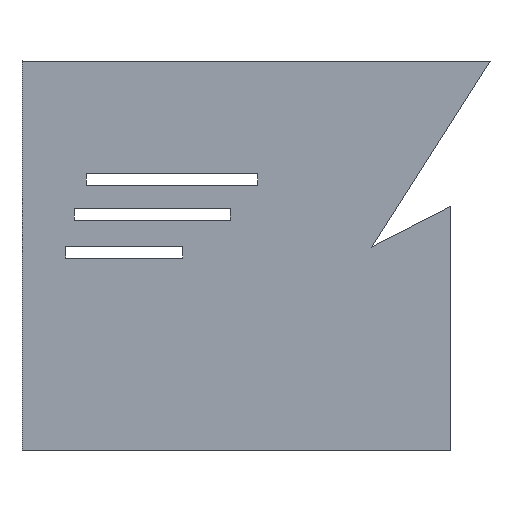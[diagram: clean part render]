
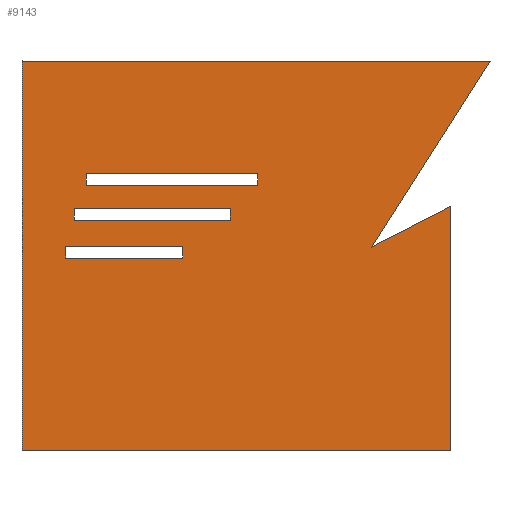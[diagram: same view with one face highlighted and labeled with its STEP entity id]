
A CAD part, left-side view. The second image highlights one B-rep face of the part: STEP entity #9143.
In plain terms, the highlighted face is planar.
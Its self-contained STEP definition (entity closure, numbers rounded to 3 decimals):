
#8847=CARTESIAN_POINT('Line Origine',(5.,-101.602,44.436)) ;
#8851=CARTESIAN_POINT('Vertex',(5.,-25.587,163.717)) ;
#8853=CARTESIAN_POINT('Vertex',(5.,-177.617,-74.845)) ;
#8887=CARTESIAN_POINT('Line Origine',(5.,-126.602,-48.782)) ;
#8891=CARTESIAN_POINT('Vertex',(5.,-75.587,-22.718)) ;
#8918=CARTESIAN_POINT('Line Origine',(5.,-75.587,-179.501)) ;
#8922=CARTESIAN_POINT('Vertex',(5.,-75.587,-336.283)) ;
#8949=CARTESIAN_POINT('Line Origine',(5.,-350.587,-336.283)) ;
#8953=CARTESIAN_POINT('Vertex',(5.,-625.587,-336.283)) ;
#8980=CARTESIAN_POINT('Line Origine',(5.,-625.587,-86.283)) ;
#8984=CARTESIAN_POINT('Vertex',(5.,-625.587,163.717)) ;
#9011=CARTESIAN_POINT('Line Origine',(5.,-325.587,163.717)) ;
#9028=CARTESIAN_POINT('Axis2P3D Location',(5.,0.,0.)) ;
#9041=CARTESIAN_POINT('Line Origine',(5.,-494.569,-73.967)) ;
#9045=CARTESIAN_POINT('Vertex',(5.,-569.569,-73.967)) ;
#9047=CARTESIAN_POINT('Vertex',(5.,-419.569,-73.967)) ;
#9050=CARTESIAN_POINT('Line Origine',(5.,-419.569,-81.467)) ;
#9054=CARTESIAN_POINT('Vertex',(5.,-419.569,-88.967)) ;
#9057=CARTESIAN_POINT('Line Origine',(5.,-494.569,-88.967)) ;
#9061=CARTESIAN_POINT('Vertex',(5.,-569.569,-88.967)) ;
#9064=CARTESIAN_POINT('Line Origine',(5.,-569.569,-81.467)) ;
#9075=CARTESIAN_POINT('Line Origine',(5.,-458.773,-25.407)) ;
#9079=CARTESIAN_POINT('Vertex',(5.,-558.773,-25.407)) ;
#9081=CARTESIAN_POINT('Vertex',(5.,-358.773,-25.407)) ;
#9084=CARTESIAN_POINT('Line Origine',(5.,-358.773,-32.907)) ;
#9088=CARTESIAN_POINT('Vertex',(5.,-358.773,-40.407)) ;
#9091=CARTESIAN_POINT('Line Origine',(5.,-458.773,-40.407)) ;
#9095=CARTESIAN_POINT('Vertex',(5.,-558.773,-40.407)) ;
#9098=CARTESIAN_POINT('Line Origine',(5.,-558.773,-32.907)) ;
#9109=CARTESIAN_POINT('Line Origine',(5.,-433.144,19.269)) ;
#9113=CARTESIAN_POINT('Vertex',(5.,-543.144,19.269)) ;
#9115=CARTESIAN_POINT('Vertex',(5.,-323.144,19.269)) ;
#9118=CARTESIAN_POINT('Line Origine',(5.,-323.144,11.769)) ;
#9122=CARTESIAN_POINT('Vertex',(5.,-323.144,4.269)) ;
#9125=CARTESIAN_POINT('Line Origine',(5.,-433.144,4.269)) ;
#9129=CARTESIAN_POINT('Vertex',(5.,-543.144,4.269)) ;
#9132=CARTESIAN_POINT('Line Origine',(5.,-543.144,11.769)) ;
#8848=DIRECTION('Vector Direction',(0.,0.537,0.843)) ;
#8888=DIRECTION('Vector Direction',(0.,-0.891,-0.455)) ;
#8919=DIRECTION('Vector Direction',(0.,0.,1.)) ;
#8950=DIRECTION('Vector Direction',(0.,1.,0.)) ;
#8981=DIRECTION('Vector Direction',(0.,0.,-1.)) ;
#9012=DIRECTION('Vector Direction',(0.,-1.,0.)) ;
#9029=DIRECTION('Axis2P3D Direction',(-1.,0.,0.)) ;
#9030=DIRECTION('Axis2P3D XDirection',(0.,-1.,0.)) ;
#9042=DIRECTION('Vector Direction',(0.,-1.,0.)) ;
#9051=DIRECTION('Vector Direction',(0.,0.,-1.)) ;
#9058=DIRECTION('Vector Direction',(0.,1.,0.)) ;
#9065=DIRECTION('Vector Direction',(0.,0.,1.)) ;
#9076=DIRECTION('Vector Direction',(0.,-1.,0.)) ;
#9085=DIRECTION('Vector Direction',(0.,0.,-1.)) ;
#9092=DIRECTION('Vector Direction',(0.,1.,0.)) ;
#9099=DIRECTION('Vector Direction',(0.,0.,1.)) ;
#9110=DIRECTION('Vector Direction',(0.,-1.,0.)) ;
#9119=DIRECTION('Vector Direction',(0.,0.,-1.)) ;
#9126=DIRECTION('Vector Direction',(0.,1.,0.)) ;
#9133=DIRECTION('Vector Direction',(0.,0.,1.)) ;
#9031=AXIS2_PLACEMENT_3D('Plane Axis2P3D',#9028,#9029,#9030) ;
#9034=ORIENTED_EDGE('',*,*,#9015,.F.) ;
#9035=ORIENTED_EDGE('',*,*,#8986,.F.) ;
#9036=ORIENTED_EDGE('',*,*,#8955,.F.) ;
#9037=ORIENTED_EDGE('',*,*,#8924,.F.) ;
#9038=ORIENTED_EDGE('',*,*,#8893,.F.) ;
#9039=ORIENTED_EDGE('',*,*,#8855,.F.) ;
#9070=ORIENTED_EDGE('',*,*,#9049,.T.) ;
#9071=ORIENTED_EDGE('',*,*,#9056,.T.) ;
#9072=ORIENTED_EDGE('',*,*,#9063,.T.) ;
#9073=ORIENTED_EDGE('',*,*,#9068,.T.) ;
#9104=ORIENTED_EDGE('',*,*,#9083,.T.) ;
#9105=ORIENTED_EDGE('',*,*,#9090,.T.) ;
#9106=ORIENTED_EDGE('',*,*,#9097,.T.) ;
#9107=ORIENTED_EDGE('',*,*,#9102,.T.) ;
#9138=ORIENTED_EDGE('',*,*,#9117,.T.) ;
#9139=ORIENTED_EDGE('',*,*,#9124,.T.) ;
#9140=ORIENTED_EDGE('',*,*,#9131,.T.) ;
#9141=ORIENTED_EDGE('',*,*,#9136,.T.) ;
#9074=FACE_BOUND('',#9069,.T.) ;
#9108=FACE_BOUND('',#9103,.T.) ;
#9142=FACE_BOUND('',#9137,.T.) ;
#8849=VECTOR('Line Direction',#8848,1.) ;
#8889=VECTOR('Line Direction',#8888,1.) ;
#8920=VECTOR('Line Direction',#8919,1.) ;
#8951=VECTOR('Line Direction',#8950,1.) ;
#8982=VECTOR('Line Direction',#8981,1.) ;
#9013=VECTOR('Line Direction',#9012,1.) ;
#9043=VECTOR('Line Direction',#9042,1.) ;
#9052=VECTOR('Line Direction',#9051,1.) ;
#9059=VECTOR('Line Direction',#9058,1.) ;
#9066=VECTOR('Line Direction',#9065,1.) ;
#9077=VECTOR('Line Direction',#9076,1.) ;
#9086=VECTOR('Line Direction',#9085,1.) ;
#9093=VECTOR('Line Direction',#9092,1.) ;
#9100=VECTOR('Line Direction',#9099,1.) ;
#9111=VECTOR('Line Direction',#9110,1.) ;
#9120=VECTOR('Line Direction',#9119,1.) ;
#9127=VECTOR('Line Direction',#9126,1.) ;
#9134=VECTOR('Line Direction',#9133,1.) ;
#9143=ADVANCED_FACE('',(#9040,#9074,#9108,#9142),#9032,.F.) ;
#8855=EDGE_CURVE('',#8852,#8854,#8850,.F.) ;
#8893=EDGE_CURVE('',#8854,#8892,#8890,.F.) ;
#8924=EDGE_CURVE('',#8892,#8923,#8921,.F.) ;
#8955=EDGE_CURVE('',#8923,#8954,#8952,.F.) ;
#8986=EDGE_CURVE('',#8954,#8985,#8983,.F.) ;
#9015=EDGE_CURVE('',#8985,#8852,#9014,.F.) ;
#9049=EDGE_CURVE('',#9046,#9048,#9044,.F.) ;
#9056=EDGE_CURVE('',#9048,#9055,#9053,.T.) ;
#9063=EDGE_CURVE('',#9055,#9062,#9060,.F.) ;
#9068=EDGE_CURVE('',#9062,#9046,#9067,.T.) ;
#9083=EDGE_CURVE('',#9080,#9082,#9078,.F.) ;
#9090=EDGE_CURVE('',#9082,#9089,#9087,.T.) ;
#9097=EDGE_CURVE('',#9089,#9096,#9094,.F.) ;
#9102=EDGE_CURVE('',#9096,#9080,#9101,.T.) ;
#9117=EDGE_CURVE('',#9114,#9116,#9112,.F.) ;
#9124=EDGE_CURVE('',#9116,#9123,#9121,.T.) ;
#9131=EDGE_CURVE('',#9123,#9130,#9128,.F.) ;
#9136=EDGE_CURVE('',#9130,#9114,#9135,.T.) ;
#9033=EDGE_LOOP('',(#9034,#9035,#9036,#9037,#9038,#9039)) ;
#9069=EDGE_LOOP('',(#9070,#9071,#9072,#9073)) ;
#9103=EDGE_LOOP('',(#9104,#9105,#9106,#9107)) ;
#9137=EDGE_LOOP('',(#9138,#9139,#9140,#9141)) ;
#9040=FACE_OUTER_BOUND('',#9033,.T.) ;
#8850=LINE('Line',#8847,#8849) ;
#8890=LINE('Line',#8887,#8889) ;
#8921=LINE('Line',#8918,#8920) ;
#8952=LINE('Line',#8949,#8951) ;
#8983=LINE('Line',#8980,#8982) ;
#9014=LINE('Line',#9011,#9013) ;
#9044=LINE('Line',#9041,#9043) ;
#9053=LINE('Line',#9050,#9052) ;
#9060=LINE('Line',#9057,#9059) ;
#9067=LINE('Line',#9064,#9066) ;
#9078=LINE('Line',#9075,#9077) ;
#9087=LINE('Line',#9084,#9086) ;
#9094=LINE('Line',#9091,#9093) ;
#9101=LINE('Line',#9098,#9100) ;
#9112=LINE('Line',#9109,#9111) ;
#9121=LINE('Line',#9118,#9120) ;
#9128=LINE('Line',#9125,#9127) ;
#9135=LINE('Line',#9132,#9134) ;
#9032=PLANE('Plane',#9031) ;
#8852=VERTEX_POINT('',#8851) ;
#8854=VERTEX_POINT('',#8853) ;
#8892=VERTEX_POINT('',#8891) ;
#8923=VERTEX_POINT('',#8922) ;
#8954=VERTEX_POINT('',#8953) ;
#8985=VERTEX_POINT('',#8984) ;
#9046=VERTEX_POINT('',#9045) ;
#9048=VERTEX_POINT('',#9047) ;
#9055=VERTEX_POINT('',#9054) ;
#9062=VERTEX_POINT('',#9061) ;
#9080=VERTEX_POINT('',#9079) ;
#9082=VERTEX_POINT('',#9081) ;
#9089=VERTEX_POINT('',#9088) ;
#9096=VERTEX_POINT('',#9095) ;
#9114=VERTEX_POINT('',#9113) ;
#9116=VERTEX_POINT('',#9115) ;
#9123=VERTEX_POINT('',#9122) ;
#9130=VERTEX_POINT('',#9129) ;
